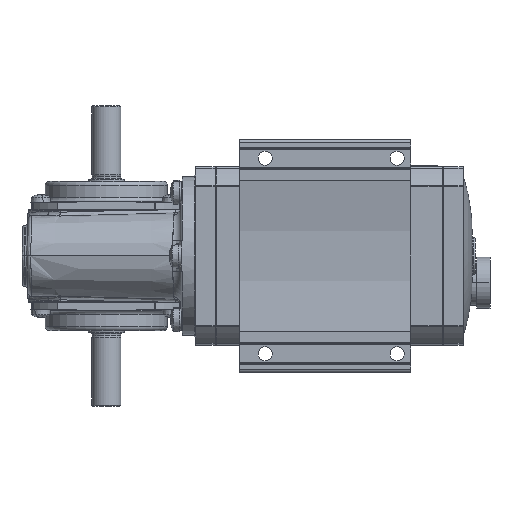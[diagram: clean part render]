
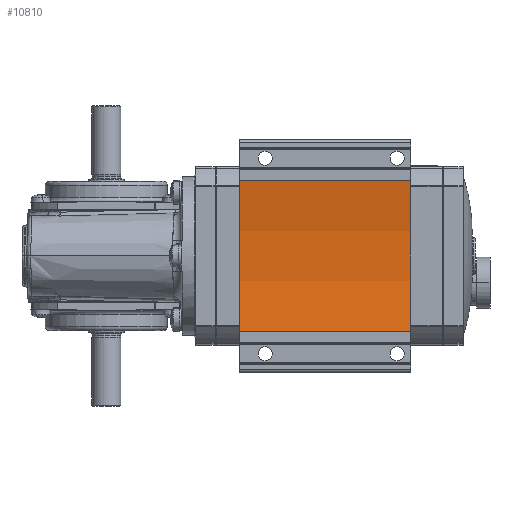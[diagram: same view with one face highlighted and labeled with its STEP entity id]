
A CAD part, front view. The second image highlights one B-rep face of the part: STEP entity #10810.
In plain terms, the highlighted cylindrical face has radius 146.44 mm (diameter 292.88 mm), a partial arc.
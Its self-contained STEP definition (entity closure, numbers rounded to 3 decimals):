
#10810=ADVANCED_FACE('',(#17910),#17911,.F.);
#17910=FACE_OUTER_BOUND('',#28015,.T.);
#17911=CYLINDRICAL_SURFACE('',#28016,146.44);
#28015=EDGE_LOOP('',(#35903,#35904,#35905,#35906));
#28016=AXIS2_PLACEMENT_3D('',#35907,#35908,#35909);
#35903=ORIENTED_EDGE('',*,*,#46782,.T.);
#35904=ORIENTED_EDGE('',*,*,#46783,.F.);
#35905=ORIENTED_EDGE('',*,*,#46252,.T.);
#35906=ORIENTED_EDGE('',*,*,#46784,.T.);
#35907=CARTESIAN_POINT('',(-125.5,-218.621,0.));
#35908=DIRECTION('',(1.0,0.0,-0.0));
#35909=DIRECTION('',(0.0,0.977,0.212));
#46252=EDGE_CURVE('',#54507,#54505,#54508,.T.);
#46782=EDGE_CURVE('',#55391,#55392,#55393,.T.);
#46783=EDGE_CURVE('',#54507,#55392,#55394,.T.);
#46784=EDGE_CURVE('',#54505,#55391,#55395,.T.);
#54505=VERTEX_POINT('',#67855);
#54507=VERTEX_POINT('',#67858);
#54508=CIRCLE('',#67859,146.44);
#55391=VERTEX_POINT('',#69419);
#55392=VERTEX_POINT('',#69420);
#55393=CIRCLE('',#69421,146.44);
#55394=LINE('',#69422,#69423);
#55395=LINE('',#69424,#69425);
#67855=CARTESIAN_POINT('',(-125.5,-75.5,-31.));
#67858=CARTESIAN_POINT('',(-125.5,-75.5,31.));
#67859=AXIS2_PLACEMENT_3D('',#85483,#85484,#85485);
#69419=CARTESIAN_POINT('',(-55.5,-75.5,-31.));
#69420=CARTESIAN_POINT('',(-55.5,-75.5,31.));
#69421=AXIS2_PLACEMENT_3D('',#86114,#86115,#86116);
#69422=CARTESIAN_POINT('',(-125.5,-75.5,31.));
#69423=VECTOR('',#86117,1.0);
#69424=CARTESIAN_POINT('',(-125.5,-75.5,-31.));
#69425=VECTOR('',#86118,1.0);
#85483=CARTESIAN_POINT('',(-125.5,-218.621,0.));
#85484=DIRECTION('',(-1.0,0.0,0.0));
#85485=DIRECTION('',(0.0,0.977,0.212));
#86114=CARTESIAN_POINT('',(-55.5,-218.621,0.));
#86115=DIRECTION('',(1.0,0.0,-0.0));
#86116=DIRECTION('',(0.0,0.977,0.212));
#86117=DIRECTION('',(1.0,0.0,0.0));
#86118=DIRECTION('',(1.0,0.0,0.0));
